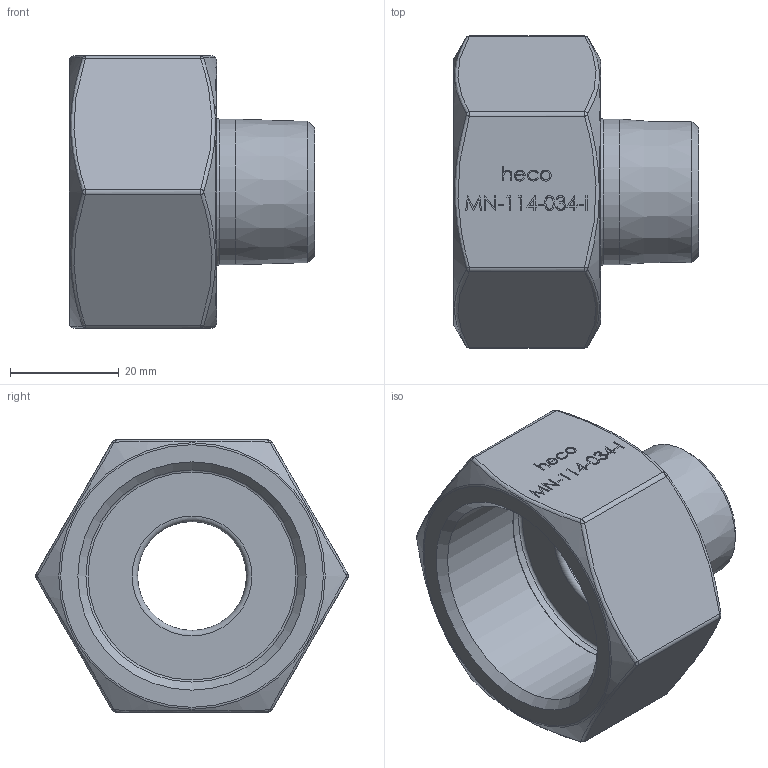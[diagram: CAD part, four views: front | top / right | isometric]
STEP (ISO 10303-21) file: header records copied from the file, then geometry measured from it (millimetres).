
FILE_DESCRIPTION (( 'STEP AP214' ), '1' );
FILE_NAME ('MN-114-034-I 2310.STEP', '2023-11-02T13:54:35', ( '' ), ( '' ), 'SwSTEP 2.0', 'SolidWorks 2019', '' );
FILE_SCHEMA (( 'AUTOMOTIVE_DESIGN' ));
Length unit declared in the file: millimetre
Products named in the file (1): MN-114-034-I 2310
Bounding box: 45 x 57.42 x 50 mm (x, y, z)
Volume: 35457.1 mm3; surface area: 13310.8 mm2
Topology: 1 solids, 1 shells, 228 faces, 576 edges, 374 vertices
Faces by surface type: plane 125, bspline 82, cylinder 10, torus 6, cone 5
Full cylindrical faces by diameter (mm): 20 x1, 26.754 x1, 38.952 x1, 39.152 x1
Entity records: 12762 total; most frequent: CARTESIAN_POINT 5836, ORIENTED_EDGE 1112, DIRECTION 729, EDGE_CURVE 556, VERTEX_POINT 369, VECTOR 349, LINE 349, EDGE_LOOP 269
